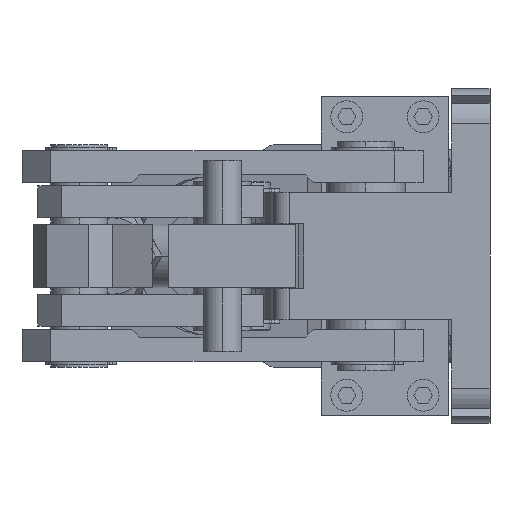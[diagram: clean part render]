
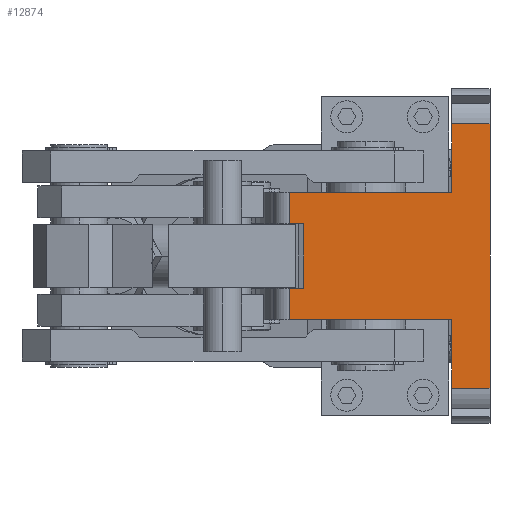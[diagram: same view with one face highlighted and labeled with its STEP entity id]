
A CAD part, left-side view. The second image highlights one B-rep face of the part: STEP entity #12874.
In plain terms, the highlighted planar face has unit normal (-1, 0, 0).
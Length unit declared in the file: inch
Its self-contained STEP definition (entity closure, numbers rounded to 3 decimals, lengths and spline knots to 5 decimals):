
#1188=DIRECTION('',(0.,1.,0.));
#1189=VECTOR('',#1188,2.00787);
#1190=CARTESIAN_POINT('',(0.,0.47244,-0.7874));
#1191=LINE('',#1190,#1189);
#2805=DIRECTION('',(0.,1.,0.));
#2806=VECTOR('',#2805,0.17717);
#2807=CARTESIAN_POINT('',(0.,2.30315,0.39764));
#2808=LINE('',#2807,#2806);
#2903=DIRECTION('',(0.,0.,1.));
#2904=VECTOR('',#2903,0.38976);
#2905=CARTESIAN_POINT('',(0.,2.48031,0.39764));
#2906=LINE('',#2905,#2904);
#2927=DIRECTION('',(0.,0.,1.));
#2928=VECTOR('',#2927,3.26772);
#2929=CARTESIAN_POINT('',(0.,0.,-1.63386));
#2930=LINE('',#2929,#2928);
#2931=DIRECTION('',(0.,0.,-1.));
#2932=VECTOR('',#2931,0.84646);
#2933=CARTESIAN_POINT('',(0.,0.47244,-0.7874));
#2934=LINE('',#2933,#2932);
#2935=DIRECTION('',(0.,1.,0.));
#2936=VECTOR('',#2935,0.17717);
#2937=CARTESIAN_POINT('',(0.,2.30315,-0.39764));
#2938=LINE('',#2937,#2936);
#2939=DIRECTION('',(0.,0.,-1.));
#2940=VECTOR('',#2939,0.79528);
#2941=CARTESIAN_POINT('',(0.,2.30315,0.39764));
#2942=LINE('',#2941,#2940);
#2943=DIRECTION('',(0.,1.,0.));
#2944=VECTOR('',#2943,2.00787);
#2945=CARTESIAN_POINT('',(0.,0.47244,0.7874));
#2946=LINE('',#2945,#2944);
#2947=DIRECTION('',(0.,0.,-1.));
#2948=VECTOR('',#2947,0.84646);
#2949=CARTESIAN_POINT('',(0.,0.47244,1.63386));
#2950=LINE('',#2949,#2948);
#3257=DIRECTION('',(0.,-1.,0.));
#3258=VECTOR('',#3257,0.47244);
#3259=CARTESIAN_POINT('',(0.,0.47244,1.63386));
#3260=LINE('',#3259,#3258);
#3313=DIRECTION('',(0.,1.,0.));
#3314=VECTOR('',#3313,0.47244);
#3315=CARTESIAN_POINT('',(0.,0.,-1.63386));
#3316=LINE('',#3315,#3314);
#3401=DIRECTION('',(0.,0.,1.));
#3402=VECTOR('',#3401,0.38976);
#3403=CARTESIAN_POINT('',(0.,2.48031,-0.7874));
#3404=LINE('',#3403,#3402);
#7748=CARTESIAN_POINT('',(0.,0.,-1.63386));
#7749=CARTESIAN_POINT('',(0.,0.,1.63386));
#7750=VERTEX_POINT('',#7748);
#7751=VERTEX_POINT('',#7749);
#7752=CARTESIAN_POINT('',(0.,0.47244,1.63386));
#7753=VERTEX_POINT('',#7752);
#7754=CARTESIAN_POINT('',(0.,0.47244,0.7874));
#7755=VERTEX_POINT('',#7754);
#7756=CARTESIAN_POINT('',(0.,2.48031,0.7874));
#7757=VERTEX_POINT('',#7756);
#7758=CARTESIAN_POINT('',(0.,2.48031,0.39764));
#7759=VERTEX_POINT('',#7758);
#7760=CARTESIAN_POINT('',(0.,2.30315,0.39764));
#7761=VERTEX_POINT('',#7760);
#7762=CARTESIAN_POINT('',(0.,2.30315,-0.39764));
#7763=VERTEX_POINT('',#7762);
#7764=CARTESIAN_POINT('',(0.,2.48031,-0.39764));
#7765=VERTEX_POINT('',#7764);
#7766=CARTESIAN_POINT('',(0.,2.48031,-0.7874));
#7767=VERTEX_POINT('',#7766);
#7768=CARTESIAN_POINT('',(0.,0.47244,-0.7874));
#7769=VERTEX_POINT('',#7768);
#7770=CARTESIAN_POINT('',(0.,0.47244,-1.63386));
#7771=VERTEX_POINT('',#7770);
#12847=CARTESIAN_POINT('',(0.,2.48031,2.3622));
#12848=DIRECTION('',(1.,0.,0.));
#12849=DIRECTION('',(0.,0.,-1.));
#12850=AXIS2_PLACEMENT_3D('',#12847,#12848,#12849);
#12851=PLANE('',#12850);
#12853=ORIENTED_EDGE('',*,*,#12852,.F.);
#12855=ORIENTED_EDGE('',*,*,#12854,.T.);
#12857=ORIENTED_EDGE('',*,*,#12856,.F.);
#12858=ORIENTED_EDGE('',*,*,#10380,.T.);
#12860=ORIENTED_EDGE('',*,*,#12859,.T.);
#12862=ORIENTED_EDGE('',*,*,#12861,.F.);
#12864=ORIENTED_EDGE('',*,*,#12863,.F.);
#12865=ORIENTED_EDGE('',*,*,#12619,.T.);
#12866=ORIENTED_EDGE('',*,*,#12777,.T.);
#12867=ORIENTED_EDGE('',*,*,#12219,.F.);
#12869=ORIENTED_EDGE('',*,*,#12868,.F.);
#12871=ORIENTED_EDGE('',*,*,#12870,.T.);
#12872=EDGE_LOOP('',(#12853,#12855,#12857,#12858,#12860,#12862,#12864,#12865,
#12866,#12867,#12869,#12871));
#12873=FACE_OUTER_BOUND('',#12872,.F.);
#10380=EDGE_CURVE('',#7769,#7767,#1191,.T.);
#12219=EDGE_CURVE('',#7755,#7757,#2946,.T.);
#12619=EDGE_CURVE('',#7761,#7759,#2808,.T.);
#12777=EDGE_CURVE('',#7759,#7757,#2906,.T.);
#12852=EDGE_CURVE('',#7750,#7751,#2930,.T.);
#12854=EDGE_CURVE('',#7750,#7771,#3316,.T.);
#12856=EDGE_CURVE('',#7769,#7771,#2934,.T.);
#12859=EDGE_CURVE('',#7767,#7765,#3404,.T.);
#12861=EDGE_CURVE('',#7763,#7765,#2938,.T.);
#12863=EDGE_CURVE('',#7761,#7763,#2942,.T.);
#12868=EDGE_CURVE('',#7753,#7755,#2950,.T.);
#12870=EDGE_CURVE('',#7753,#7751,#3260,.T.);
#12874=ADVANCED_FACE('',(#12873),#12851,.F.);
